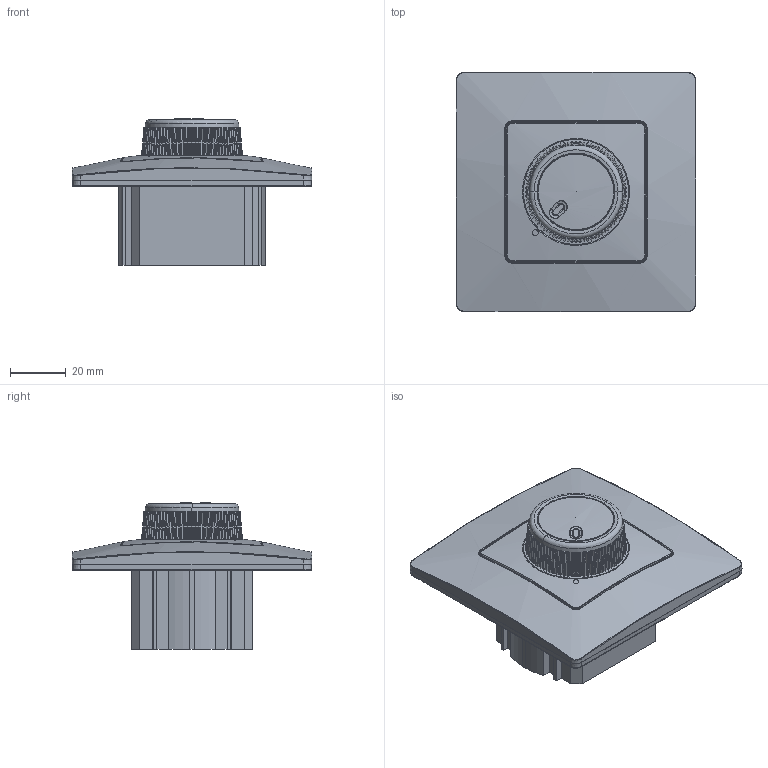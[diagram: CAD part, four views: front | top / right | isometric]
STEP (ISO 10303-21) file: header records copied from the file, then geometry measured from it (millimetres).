
FILE_DESCRIPTION (( 'STEP AP203' ), '1' );
FILE_NAME ('Svetoregulyator_povorotnyj.STEP', '2025-06-26T08:04:33', ( '' ), ( '' ), 'SwSTEP 2.0', 'SolidWorks 2022', '' );
FILE_SCHEMA (( 'CONFIG_CONTROL_DESIGN' ));
Length unit declared in the file: millimetre
Products named in the file (1): Svetoregulyator_povorotnyj
Bounding box: 86 x 86 x 52.7 mm (x, y, z)
Volume: 133458.2 mm3; surface area: 24652.4 mm2
Topology: 5 solids, 5 shells, 606 faces, 1697 edges, 1110 vertices
Faces by surface type: bspline 214, cone 192, plane 151, cylinder 35, torus 12, sphere 2
Entity records: 31044 total; most frequent: CARTESIAN_POINT 19451, ORIENTED_EDGE 3390, EDGE_CURVE 1695, B_SPLINE_CURVE_WITH_KNOTS 1650, VERTEX_POINT 1109, DIRECTION 814, EDGE_LOOP 616, FACE_OUTER_BOUND 606
